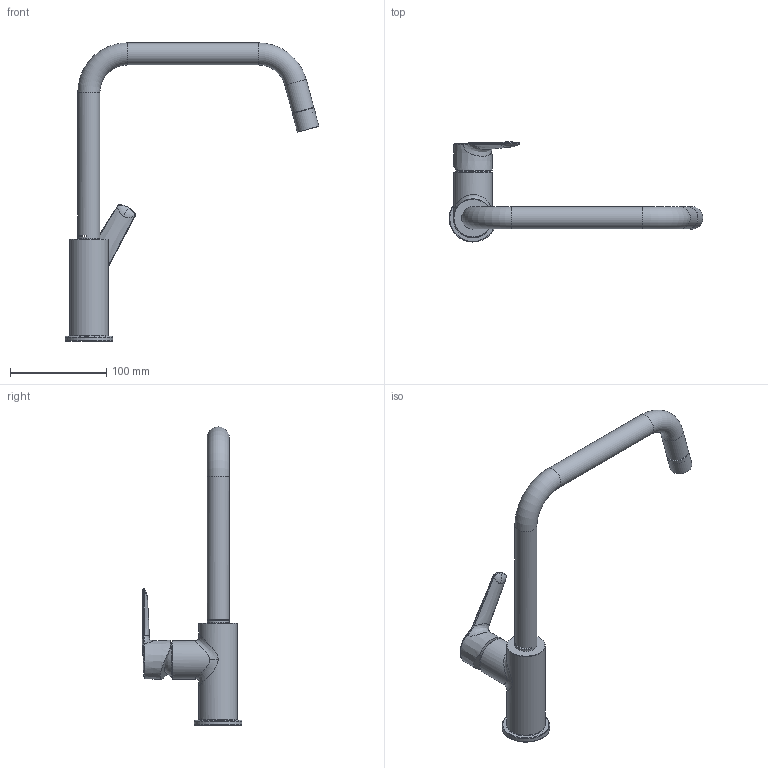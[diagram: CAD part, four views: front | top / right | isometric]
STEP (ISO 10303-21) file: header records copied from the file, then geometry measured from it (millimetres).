
FILE_DESCRIPTION(/* description */ ('Unknown'),/* implementation_level */ '2;1');
FILE_NAME(/* name */ '30470000',/* time_stamp */ '2022-09-08T17:29:13+02:00',/* author */ ('Unknown'),/* organization */ ('GROHE AG'),/* preprocessor_version */ 'ST-DEVELOPER v16.7',/* originating_system */ 'DEX',/* authorisation */ $);
FILE_SCHEMA (('AUTOMOTIVE_DESIGN {1 0 10303 214 3 1 1}'));
Length unit declared in the file: millimetre
Products named in the file (6): 30470000; 30470000_0; 30470000_1; 30470000_2; A4296851_High Spout L - new spout_20190916
Assembly tree (5 placements, depth 2):
  30470000
    30470000
    30470000_0
    30470000_1
    30470000_2
    A4296851_High Spout L - new spout_20190916
Bounding box: 264.29 x 103.96 x 310.59 mm (x, y, z)
Volume: 409363.1 mm3; surface area: 71775.9 mm2
Topology: 5 solids, 9 shells, 145 faces, 350 edges, 225 vertices
Faces by surface type: plane 57, cylinder 34, bspline 23, cone 20, torus 10, sphere 1
Full cylindrical faces by diameter (mm): 18 x1, 18.7 x1, 20 x1, 22 x1, 23 x3, 23.15 x1, 40 x2, 49.5 x1
Entity records: 10202 total; most frequent: CARTESIAN_POINT 6703, ORIENTED_EDGE 620, DIRECTION 590, EDGE_CURVE 310, AXIS2_PLACEMENT_3D 248, VERTEX_POINT 214, FACE_BOUND 178, EDGE_LOOP 176
